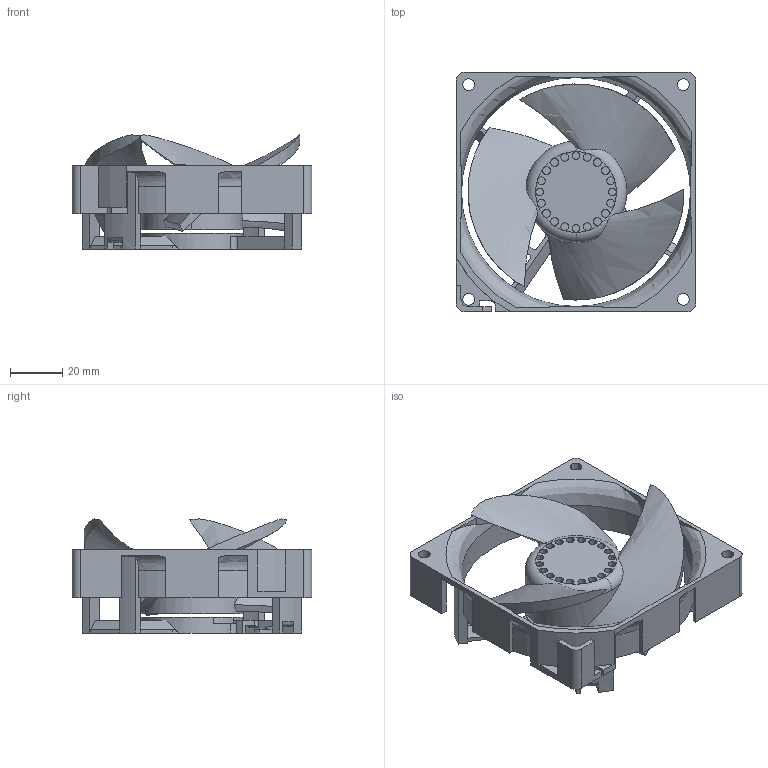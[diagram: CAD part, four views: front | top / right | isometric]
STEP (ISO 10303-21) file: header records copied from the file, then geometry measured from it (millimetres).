
FILE_DESCRIPTION((''),'2;1');
FILE_NAME('A9242-P1-ASM_ASM','2021-05-06T',('JEFF.TF.LIN'),(''),'CREO PARAMETRIC BY PTC INC, 2015080','CREO PARAMETRIC BY PTC INC, 2015080','');
FILE_SCHEMA(('AUTOMOTIVE_DESIGN { 1 0 10303 214 1 1 1 1 }'));
Length unit declared in the file: millimetre
Products named in the file (3): A9242-P1-FRAME; A9242-P1-IMPELLER; A9242-P1-ASM_ASM
Assembly tree (2 placements, depth 2):
  A9242-P1-ASM_ASM
    A9242-P1-FRAME
    A9242-P1-IMPELLER
Bounding box: 92 x 92 x 43.83 mm (x, y, z)
Volume: 70705.3 mm3; surface area: 43605.9 mm2
Topology: 2 solids, 2 shells, 308 faces, 886 edges, 581 vertices
Faces by surface type: plane 178, cylinder 108, bspline 12, revolution 6, torus 4
Entity records: 13473 total; most frequent: CARTESIAN_POINT 5171, ORIENTED_EDGE 1772, DIRECTION 1665, EDGE_CURVE 886, AXIS2_PLACEMENT_3D 592, VERTEX_POINT 581, VECTOR 475, LINE 475
